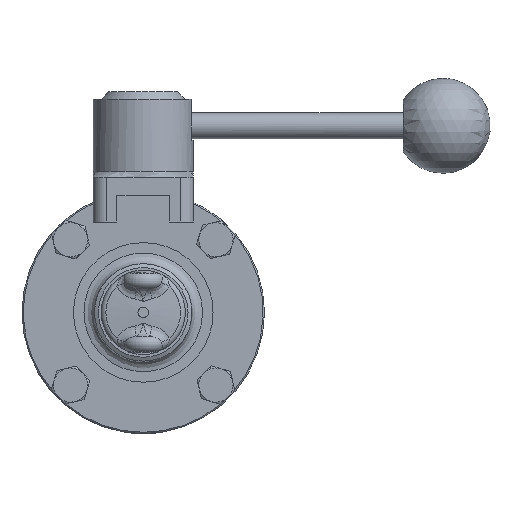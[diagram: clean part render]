
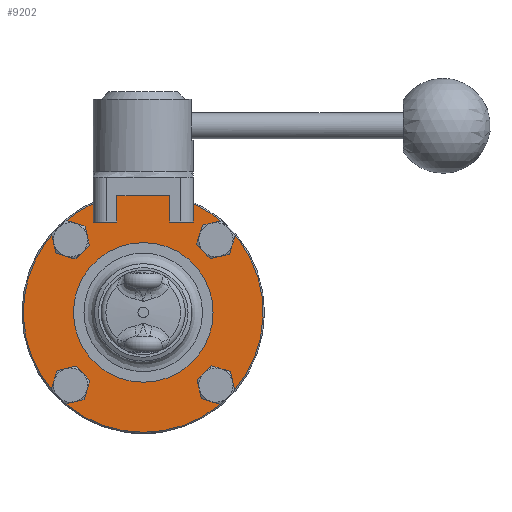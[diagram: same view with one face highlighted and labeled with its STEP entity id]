
A CAD part, left-side view. The second image highlights one B-rep face of the part: STEP entity #9202.
In plain terms, the highlighted planar face has unit normal (-1, 0, 0).
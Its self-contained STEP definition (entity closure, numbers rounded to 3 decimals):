
#698=CARTESIAN_POINT('',(-10.,-19.0,41.343));
#699=VERTEX_POINT('',#698);
#700=CARTESIAN_POINT('',(-10.,-10.381,44.3));
#701=VERTEX_POINT('',#700);
#1036=CARTESIAN_POINT('',(-10.,10.,44.3));
#1037=VERTEX_POINT('',#1036);
#1046=CARTESIAN_POINT('',(-10.,10.381,44.3));
#1047=VERTEX_POINT('',#1046);
#1048=CARTESIAN_POINT('',(-10.,10.381,44.3));
#1049=DIRECTION('',(0.0,-1.0,0.0));
#1050=VECTOR('',#1049,0.381);
#1051=LINE('',#1048,#1050);
#1052=EDGE_CURVE('',#1047,#1037,#1051,.T.);
#1136=CARTESIAN_POINT('',(-10.,-10.,44.3));
#1137=VERTEX_POINT('',#1136);
#1138=CARTESIAN_POINT('',(-10.,-10.,44.3));
#1139=DIRECTION('',(0.0,-1.0,0.0));
#1140=VECTOR('',#1139,0.381);
#1141=LINE('',#1138,#1140);
#1142=EDGE_CURVE('',#1137,#701,#1141,.T.);
#1317=CARTESIAN_POINT('',(-10.,-10.,34.3));
#1318=VERTEX_POINT('',#1317);
#1319=CARTESIAN_POINT('',(-10.,-10.,34.3));
#1320=DIRECTION('',(0.0,0.0,1.0));
#1321=VECTOR('',#1320,10.0);
#1322=LINE('',#1319,#1321);
#1323=EDGE_CURVE('',#1318,#1137,#1322,.T.);
#1349=CARTESIAN_POINT('',(-10.0,10.0,34.3));
#1350=VERTEX_POINT('',#1349);
#1351=CARTESIAN_POINT('',(-10.,10.,44.3));
#1352=DIRECTION('',(0.0,0.0,-1.0));
#1353=VECTOR('',#1352,10.0);
#1354=LINE('',#1351,#1353);
#1355=EDGE_CURVE('',#1037,#1350,#1354,.T.);
#1535=CARTESIAN_POINT('',(-10.,19.0,41.343));
#1536=VERTEX_POINT('',#1535);
#1578=CARTESIAN_POINT('',(-10.,19.0,34.3));
#1579=VERTEX_POINT('',#1578);
#1586=CARTESIAN_POINT('',(-10.0,10.0,34.3));
#1587=DIRECTION('',(0.0,1.0,0.0));
#1588=VECTOR('',#1587,9.0);
#1589=LINE('',#1586,#1588);
#1590=EDGE_CURVE('',#1350,#1579,#1589,.T.);
#1634=CARTESIAN_POINT('',(-10.,19.0,34.3));
#1635=DIRECTION('',(0.0,0.0,1.0));
#1636=VECTOR('',#1635,7.043);
#1637=LINE('',#1634,#1636);
#1638=EDGE_CURVE('',#1579,#1536,#1637,.T.);
#1681=CARTESIAN_POINT('',(-10.,-19.0,34.3));
#1682=VERTEX_POINT('',#1681);
#1683=CARTESIAN_POINT('',(-10.,-19.0,34.3));
#1684=DIRECTION('',(0.0,1.0,0.0));
#1685=VECTOR('',#1684,9.);
#1686=LINE('',#1683,#1685);
#1687=EDGE_CURVE('',#1682,#1318,#1686,.T.);
#2224=CARTESIAN_POINT('',(-10.,-19.0,41.343));
#2225=DIRECTION('',(0.0,0.0,-1.0));
#2226=VECTOR('',#2225,7.043);
#2227=LINE('',#2224,#2226);
#2228=EDGE_CURVE('',#699,#1682,#2227,.T.);
#7834=CARTESIAN_POINT('',(-10.,29.251,-33.026));
#7835=VERTEX_POINT('',#7834);
#7836=CARTESIAN_POINT('',(-10.,27.577,-27.577));
#7837=DIRECTION('',(1.0,0.0,0.0));
#7838=DIRECTION('',(0.0,0.294,-0.956));
#7839=AXIS2_PLACEMENT_3D('',#7836,#7837,#7838);
#7840=CIRCLE('',#7839,5.7);
#7841=EDGE_CURVE('',#7835,#7835,#7840,.T.);
#8694=CARTESIAN_POINT('',(-10.,-29.251,33.026));
#8695=VERTEX_POINT('',#8694);
#8696=CARTESIAN_POINT('',(-10.,-27.577,27.577));
#8697=DIRECTION('',(1.0,0.0,0.0));
#8698=DIRECTION('',(0.0,-0.294,0.956));
#8699=AXIS2_PLACEMENT_3D('',#8696,#8697,#8698);
#8700=CIRCLE('',#8699,5.7);
#8701=EDGE_CURVE('',#8695,#8695,#8700,.T.);
#9116=CARTESIAN_POINT('',(-10.,0.,0.));
#9117=DIRECTION('',(-1.0,0.0,0.0));
#9118=DIRECTION('',(0.0,0.0,-1.0));
#9119=AXIS2_PLACEMENT_3D('',#9116,#9117,#9118);
#9120=CIRCLE('',#9119,45.5);
#9121=EDGE_CURVE('',#1536,#699,#9120,.T.);
#9124=CARTESIAN_POINT('',(-10.,0.,0.));
#9125=DIRECTION('',(-1.0,0.0,0.0));
#9126=DIRECTION('',(0.0,0.0,-1.0));
#9127=AXIS2_PLACEMENT_3D('',#9124,#9125,#9126);
#9128=CIRCLE('',#9127,45.5);
#9129=EDGE_CURVE('',#701,#1047,#9128,.T.);
#9146=CARTESIAN_POINT('',(-10.,0.,-36.));
#9147=DIRECTION('',(-1.0,0.0,0.0));
#9148=DIRECTION('',(0.0,0.0,1.0));
#9149=AXIS2_PLACEMENT_3D('',#9146,#9147,#9148);
#9150=PLANE('',#9149);
#9151=ORIENTED_EDGE('',*,*,#1638,.T.);
#9152=ORIENTED_EDGE('',*,*,#9121,.T.);
#9153=ORIENTED_EDGE('',*,*,#2228,.T.);
#9154=ORIENTED_EDGE('',*,*,#1687,.T.);
#9155=ORIENTED_EDGE('',*,*,#1323,.T.);
#9156=ORIENTED_EDGE('',*,*,#1142,.T.);
#9157=ORIENTED_EDGE('',*,*,#9129,.T.);
#9158=ORIENTED_EDGE('',*,*,#1052,.T.);
#9159=ORIENTED_EDGE('',*,*,#1355,.T.);
#9160=ORIENTED_EDGE('',*,*,#1590,.T.);
#9161=EDGE_LOOP('',(#9151,#9152,#9153,#9154,#9155,#9156,#9157,#9158,#9159,#9160));
#9162=FACE_OUTER_BOUND('',#9161,.T.);
#9163=CARTESIAN_POINT('',(-10.,33.026,29.251));
#9164=VERTEX_POINT('',#9163);
#9165=CARTESIAN_POINT('',(-10.,27.577,27.577));
#9166=DIRECTION('',(1.0,0.0,0.0));
#9167=DIRECTION('',(0.0,0.956,0.294));
#9168=AXIS2_PLACEMENT_3D('',#9165,#9166,#9167);
#9169=CIRCLE('',#9168,5.7);
#9170=EDGE_CURVE('',#9164,#9164,#9169,.T.);
#9171=ORIENTED_EDGE('',*,*,#9170,.T.);
#9172=EDGE_LOOP('',(#9171));
#9173=FACE_BOUND('',#9172,.T.);
#9174=ORIENTED_EDGE('',*,*,#7841,.T.);
#9175=EDGE_LOOP('',(#9174));
#9176=FACE_BOUND('',#9175,.T.);
#9177=CARTESIAN_POINT('',(-10.,-33.026,-29.251));
#9178=VERTEX_POINT('',#9177);
#9179=CARTESIAN_POINT('',(-10.,-27.577,-27.577));
#9180=DIRECTION('',(1.0,0.0,0.0));
#9181=DIRECTION('',(0.0,-0.956,-0.294));
#9182=AXIS2_PLACEMENT_3D('',#9179,#9180,#9181);
#9183=CIRCLE('',#9182,5.7);
#9184=EDGE_CURVE('',#9178,#9178,#9183,.T.);
#9185=ORIENTED_EDGE('',*,*,#9184,.T.);
#9186=EDGE_LOOP('',(#9185));
#9187=FACE_BOUND('',#9186,.T.);
#9188=ORIENTED_EDGE('',*,*,#8701,.T.);
#9189=EDGE_LOOP('',(#9188));
#9190=FACE_BOUND('',#9189,.T.);
#9191=CARTESIAN_POINT('',(-10.,0.,-26.5));
#9192=VERTEX_POINT('',#9191);
#9193=CARTESIAN_POINT('',(-10.,0.,0.));
#9194=DIRECTION('',(-1.0,0.0,0.0));
#9195=DIRECTION('',(0.0,0.0,-1.0));
#9196=AXIS2_PLACEMENT_3D('',#9193,#9194,#9195);
#9197=CIRCLE('',#9196,26.5);
#9198=EDGE_CURVE('',#9192,#9192,#9197,.T.);
#9199=ORIENTED_EDGE('',*,*,#9198,.F.);
#9200=EDGE_LOOP('',(#9199));
#9201=FACE_BOUND('',#9200,.T.);
#9202=ADVANCED_FACE('',(#9162,#9173,#9176,#9187,#9190,#9201),#9150,.T.);
